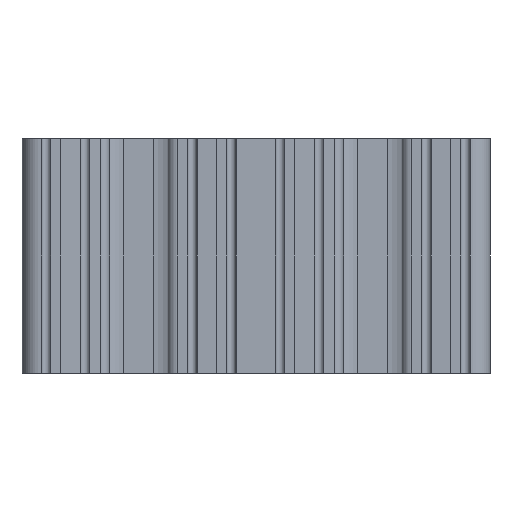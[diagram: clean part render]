
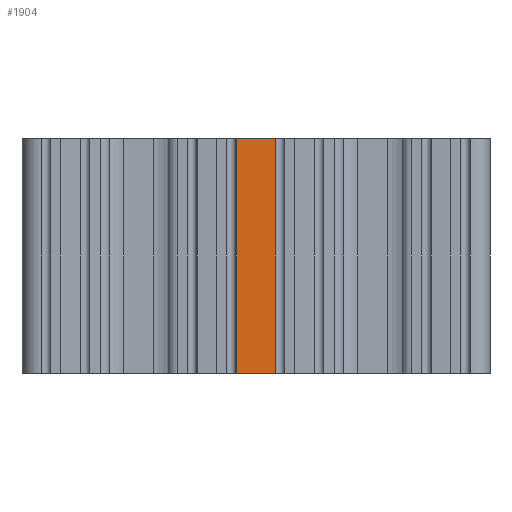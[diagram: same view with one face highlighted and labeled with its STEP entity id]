
A CAD part, front view. The second image highlights one B-rep face of the part: STEP entity #1904.
In plain terms, the highlighted planar face has unit normal (0, -1, 0).
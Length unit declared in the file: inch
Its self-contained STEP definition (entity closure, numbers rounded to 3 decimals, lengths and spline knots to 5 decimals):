
#1846=CARTESIAN_POINT('',(1.43619,2.9163,-1.0));
#1847=VERTEX_POINT('',#1846);
#1855=CARTESIAN_POINT('',(1.43619,2.9163,0.0));
#1856=VERTEX_POINT('',#1855);
#1857=CARTESIAN_POINT('',(1.43619,2.9163,0.0));
#1858=DIRECTION('',(0.0,0.0,-1.0));
#1859=VECTOR('',#1858,1.0);
#1860=LINE('',#1857,#1859);
#1861=EDGE_CURVE('',#1856,#1847,#1860,.T.);
#1874=CARTESIAN_POINT('',(1.43619,2.9163,0.0));
#1875=DIRECTION('',(0.0,-1.0,0.0));
#1876=DIRECTION('',(0.0,0.0,-1.0));
#1877=AXIS2_PLACEMENT_3D('',#1874,#1875,#1876);
#1878=PLANE('',#1877);
#1879=CARTESIAN_POINT('',(1.60419,2.9163,-1.0));
#1880=VERTEX_POINT('',#1879);
#1881=CARTESIAN_POINT('',(1.43619,2.9163,-1.0));
#1882=DIRECTION('',(1.0,0.0,0.0));
#1883=VECTOR('',#1882,0.168);
#1884=LINE('',#1881,#1883);
#1885=EDGE_CURVE('',#1847,#1880,#1884,.T.);
#1886=ORIENTED_EDGE('',*,*,#1885,.T.);
#1887=CARTESIAN_POINT('',(1.60419,2.9163,0.0));
#1888=VERTEX_POINT('',#1887);
#1889=CARTESIAN_POINT('',(1.60419,2.9163,0.0));
#1890=DIRECTION('',(0.0,0.0,-1.0));
#1891=VECTOR('',#1890,1.0);
#1892=LINE('',#1889,#1891);
#1893=EDGE_CURVE('',#1888,#1880,#1892,.T.);
#1894=ORIENTED_EDGE('',*,*,#1893,.F.);
#1895=CARTESIAN_POINT('',(1.43619,2.9163,0.0));
#1896=DIRECTION('',(1.0,0.0,0.0));
#1897=VECTOR('',#1896,0.168);
#1898=LINE('',#1895,#1897);
#1899=EDGE_CURVE('',#1856,#1888,#1898,.T.);
#1900=ORIENTED_EDGE('',*,*,#1899,.F.);
#1901=ORIENTED_EDGE('',*,*,#1861,.T.);
#1902=EDGE_LOOP('',(#1886,#1894,#1900,#1901));
#1903=FACE_OUTER_BOUND('',#1902,.T.);
#1904=ADVANCED_FACE('',(#1903),#1878,.T.);
